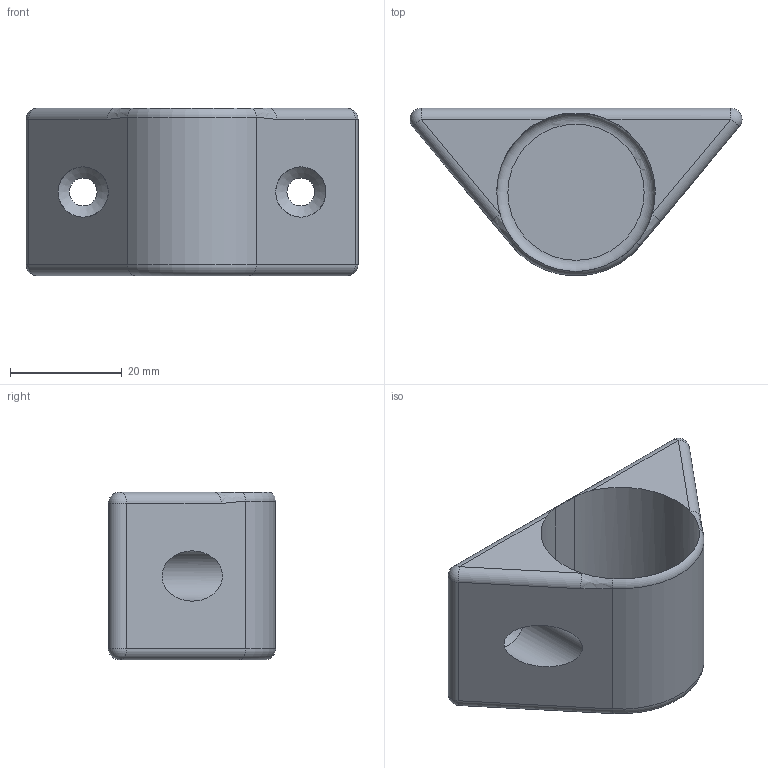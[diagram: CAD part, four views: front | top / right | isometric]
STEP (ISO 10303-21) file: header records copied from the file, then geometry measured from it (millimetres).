
FILE_DESCRIPTION( ( '' ), ' ' );
FILE_NAME( '5e9fd9ca19412915cf617683.step', '2020-04-22T05:44:43', ( '' ), ( '' ), ' ', ' ', ' ' );
FILE_SCHEMA( ( 'AUTOMOTIVE_DESIGN { 1 0 10303 214 1 1 1 1 }' ) );
Length unit declared in the file: metre
Products named in the file (1): Fitting
Bounding box: 59.47 x 29.95 x 30 mm (x, y, z)
Volume: 15201 mm3; surface area: 9373.4 mm2
Topology: 1 solids, 1 shells, 33 faces, 78 edges, 43 vertices
Faces by surface type: cylinder 14, plane 8, sphere 4, torus 3, bspline 2, cone 2
Full cylindrical faces by diameter (mm): 5 x2, 9 x2
Entity records: 1355 total; most frequent: CARTESIAN_POINT 380, DIRECTION 158, ORIENTED_EDGE 126, AXIS2_PLACEMENT_3D 68, EDGE_CURVE 63, EDGE_LOOP 44, VERTEX_POINT 39, FACE_OUTER_BOUND 38
